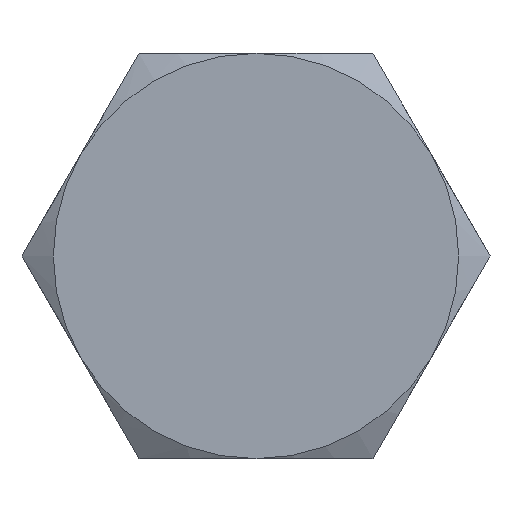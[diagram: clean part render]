
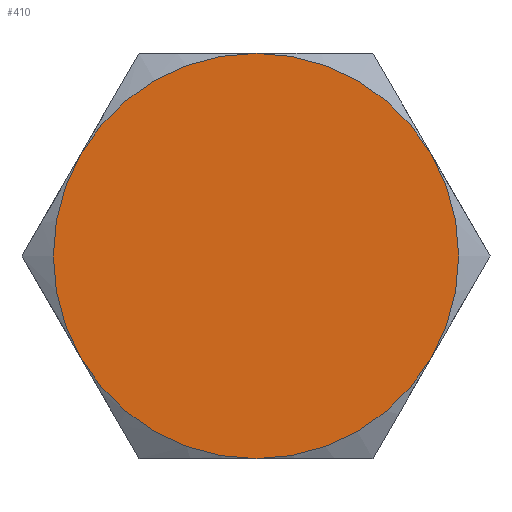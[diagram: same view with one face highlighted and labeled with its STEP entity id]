
A CAD part, left-side view. The second image highlights one B-rep face of the part: STEP entity #410.
In plain terms, the highlighted planar face has unit normal (-1, 0, 0).
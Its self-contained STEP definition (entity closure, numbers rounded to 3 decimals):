
#66 = DIRECTION ( 'NONE',  ( 1., 0., 0. ) ) ;
#127 = CARTESIAN_POINT ( 'NONE',  ( 0., -4.33, -2.5 ) ) ;
#128 = DIRECTION ( 'NONE',  ( 0., 0., -1. ) ) ;
#188 = CIRCLE ( 'NONE', #483, 5. ) ;
#197 = DIRECTION ( 'NONE',  ( 0., 0., -1. ) ) ;
#262 = CARTESIAN_POINT ( 'NONE',  ( 0., 0., 0. ) ) ;
#284 = ORIENTED_EDGE ( 'NONE', *, *, #862, .F. ) ;
#287 = EDGE_LOOP ( 'NONE', ( #1269, #545, #512, #1064, #692, #284 ) ) ;
#341 = VERTEX_POINT ( 'NONE', #525 ) ;
#385 = FACE_OUTER_BOUND ( 'NONE', #287, .T. ) ;
#390 = CARTESIAN_POINT ( 'NONE',  ( 0., 5.774, 0. ) ) ;
#395 = DIRECTION ( 'NONE',  ( 0., 0., 1. ) ) ;
#409 = DIRECTION ( 'NONE',  ( 1., 0., 0. ) ) ;
#410 = ADVANCED_FACE ( 'NONE', ( #385 ), #531, .F. ) ;
#448 = VERTEX_POINT ( 'NONE', #127 ) ;
#452 = AXIS2_PLACEMENT_3D ( 'NONE', #1238, #409, #1094 ) ;
#468 = AXIS2_PLACEMENT_3D ( 'NONE', #1681, #670, #128 ) ;
#472 = AXIS2_PLACEMENT_3D ( 'NONE', #262, #1570, #395 ) ;
#483 = AXIS2_PLACEMENT_3D ( 'NONE', #883, #1396, #1388 ) ;
#484 = AXIS2_PLACEMENT_3D ( 'NONE', #1411, #1631, #1336 ) ;
#491 = AXIS2_PLACEMENT_3D ( 'NONE', #1642, #66, #197 ) ;
#512 = ORIENTED_EDGE ( 'NONE', *, *, #857, .F. ) ;
#525 = CARTESIAN_POINT ( 'NONE',  ( 0., -4.33, 2.5 ) ) ;
#531 = PLANE ( 'NONE',  #576 ) ;
#545 = ORIENTED_EDGE ( 'NONE', *, *, #849, .F. ) ;
#573 = CIRCLE ( 'NONE', #491, 5. ) ;
#576 = AXIS2_PLACEMENT_3D ( 'NONE', #390, #1677, #1450 ) ;
#670 = DIRECTION ( 'NONE',  ( 1., 0., 0. ) ) ;
#692 = ORIENTED_EDGE ( 'NONE', *, *, #861, .T. ) ;
#811 = VERTEX_POINT ( 'NONE', #1010 ) ;
#849 = EDGE_CURVE ( 'NONE', #448, #1158, #573, .T. ) ;
#856 = CIRCLE ( 'NONE', #472, 5. ) ;
#857 = EDGE_CURVE ( 'NONE', #341, #448, #188, .T. ) ;
#859 = EDGE_CURVE ( 'NONE', #1657, #341, #1237, .T. ) ;
#861 = EDGE_CURVE ( 'NONE', #1657, #1344, #856, .T. ) ;
#862 = EDGE_CURVE ( 'NONE', #811, #1344, #1579, .T. ) ;
#871 = EDGE_CURVE ( 'NONE', #1158, #811, #1471, .T. ) ;
#883 = CARTESIAN_POINT ( 'NONE',  ( 0., 0., 0. ) ) ;
#898 = CARTESIAN_POINT ( 'NONE',  ( 0., 4.33, 2.5 ) ) ;
#983 = CARTESIAN_POINT ( 'NONE',  ( 0., 0., -5. ) ) ;
#1010 = CARTESIAN_POINT ( 'NONE',  ( 0., 4.33, -2.5 ) ) ;
#1064 = ORIENTED_EDGE ( 'NONE', *, *, #859, .F. ) ;
#1094 = DIRECTION ( 'NONE',  ( 0., 0., -1. ) ) ;
#1158 = VERTEX_POINT ( 'NONE', #983 ) ;
#1237 = CIRCLE ( 'NONE', #484, 5. ) ;
#1238 = CARTESIAN_POINT ( 'NONE',  ( 0., 0., 0. ) ) ;
#1269 = ORIENTED_EDGE ( 'NONE', *, *, #871, .F. ) ;
#1336 = DIRECTION ( 'NONE',  ( 0., 0., -1. ) ) ;
#1344 = VERTEX_POINT ( 'NONE', #898 ) ;
#1388 = DIRECTION ( 'NONE',  ( 0., 0., -1. ) ) ;
#1396 = DIRECTION ( 'NONE',  ( 1., 0., 0. ) ) ;
#1411 = CARTESIAN_POINT ( 'NONE',  ( 0., 0., 0. ) ) ;
#1450 = DIRECTION ( 'NONE',  ( 0., 0., -1. ) ) ;
#1471 = CIRCLE ( 'NONE', #452, 5. ) ;
#1555 = CARTESIAN_POINT ( 'NONE',  ( 0., 0., 5. ) ) ;
#1570 = DIRECTION ( 'NONE',  ( -1., 0., 0. ) ) ;
#1579 = CIRCLE ( 'NONE', #468, 5. ) ;
#1631 = DIRECTION ( 'NONE',  ( 1., 0., 0. ) ) ;
#1642 = CARTESIAN_POINT ( 'NONE',  ( 0., 0., 0. ) ) ;
#1657 = VERTEX_POINT ( 'NONE', #1555 ) ;
#1677 = DIRECTION ( 'NONE',  ( 1., 0., 0. ) ) ;
#1681 = CARTESIAN_POINT ( 'NONE',  ( 0., 0., 0. ) ) ;
